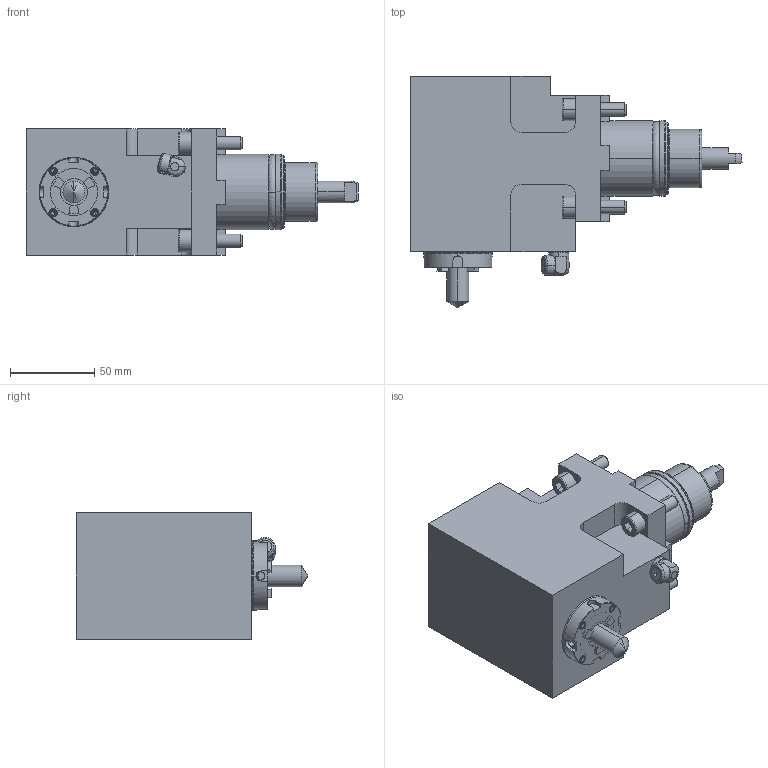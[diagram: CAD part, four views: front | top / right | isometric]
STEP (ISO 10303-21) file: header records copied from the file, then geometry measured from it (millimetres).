
FILE_DESCRIPTION (( 'STEP AP203' ), '1' );
FILE_NAME ('04-0994.STEP', '2023-06-28T15:25:14', ( '' ), ( '' ), 'SwSTEP 2.0', 'SolidWorks 2022', '' );
FILE_SCHEMA (( 'CONFIG_CONTROL_DESIGN' ));
Length unit declared in the file: inch
Products named in the file (3): 04-0994; live tooling knob; 04-0994 no knob
Assembly tree (2 placements, depth 2):
  04-0994
    04-0994 no knob
    live tooling knob
Bounding box: 197.5 x 137.91 x 75 mm (x, y, z)
Volume: 2695.8 mm3; surface area: 83740.8 mm2
Topology: 1 solids, 23 shells, 357 faces, 940 edges, 597 vertices
Faces by surface type: plane 184, cylinder 80, cone 71, torus 16, bspline 6
Entity records: 12944 total; most frequent: CARTESIAN_POINT 4076, DIRECTION 1770, ORIENTED_EDGE 1762, EDGE_CURVE 920, AXIS2_PLACEMENT_3D 647, VERTEX_POINT 597, LINE 476, VECTOR 476
